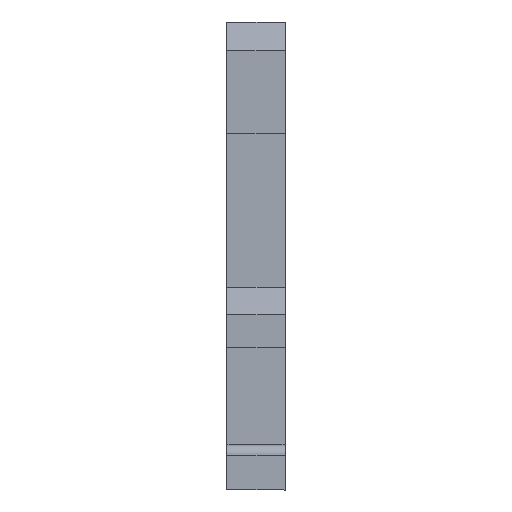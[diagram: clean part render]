
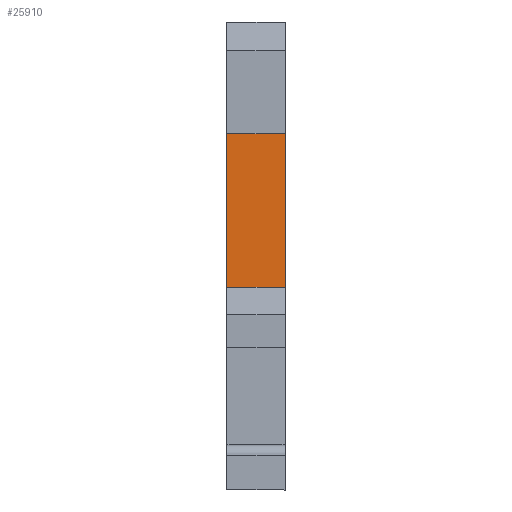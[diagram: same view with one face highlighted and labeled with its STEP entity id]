
A CAD part, front view. The second image highlights one B-rep face of the part: STEP entity #25910.
In plain terms, the highlighted face is planar.
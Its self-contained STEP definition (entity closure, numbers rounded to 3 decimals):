
#6950=CARTESIAN_POINT('',(14.835,13.742,
-5.15));
#6960=VERTEX_POINT('',#6950);
#6990=CARTESIAN_POINT('',(14.835,13.742,0.));
#7000=DIRECTION('',(0.,0.,-1.));
#7010=VECTOR('',#7000,1.);
#7020=LINE('',#6990,#7010);
#7030=CARTESIAN_POINT('',(14.835,13.742,
0.));
#7040=VERTEX_POINT('',#7030);
#7050=EDGE_CURVE('',#7040,#6960,#7020,.T.);
#14850=CARTESIAN_POINT('',(16.522,0.,0.));
#14860=DIRECTION('',(-0.122,0.993,0.));
#14870=VECTOR('',#14860,1.);
#14880=LINE('',#14850,#14870);
#14890=CARTESIAN_POINT('',(13.177,27.241,
0.));
#14900=VERTEX_POINT('',#14890);
#14910=EDGE_CURVE('',#7040,#14900,#14880,.T.);
#22800=CARTESIAN_POINT('',(13.177,27.241,
-5.15));
#22810=VERTEX_POINT('',#22800);
#22840=CARTESIAN_POINT('',(16.522,0.,-5.15));
#22850=DIRECTION('',(-0.122,0.993,
0.));
#22860=VECTOR('',#22850,1.);
#22870=LINE('',#22840,#22860);
#22880=EDGE_CURVE('',#6960,#22810,#22870,.T.);
#25750=CARTESIAN_POINT('',(12.875,29.702,
0.));
#25760=DIRECTION('',(-0.993,-0.122,-0.));
#25770=DIRECTION('',(-0.122,0.993,0.));
#25780=AXIS2_PLACEMENT_3D('',#25750,#25760,#25770);
#25790=PLANE('',#25780);
#25800=ORIENTED_EDGE('',*,*,#14910,.T.);
#25810=ORIENTED_EDGE('',*,*,#7050,.F.);
#25820=ORIENTED_EDGE('',*,*,#22880,.F.);
#25830=CARTESIAN_POINT('',(13.177,27.241,0.));
#25840=DIRECTION('',(0.,0.,1.));
#25850=VECTOR('',#25840,1.);
#25860=LINE('',#25830,#25850);
#25870=EDGE_CURVE('',#22810,#14900,#25860,.T.);
#25880=ORIENTED_EDGE('',*,*,#25870,.F.);
#25890=EDGE_LOOP('',(#25880,#25820,#25810,#25800));
#25900=FACE_OUTER_BOUND('',#25890,.T.);
#25910=ADVANCED_FACE('',(#25900),#25790,.T.);
